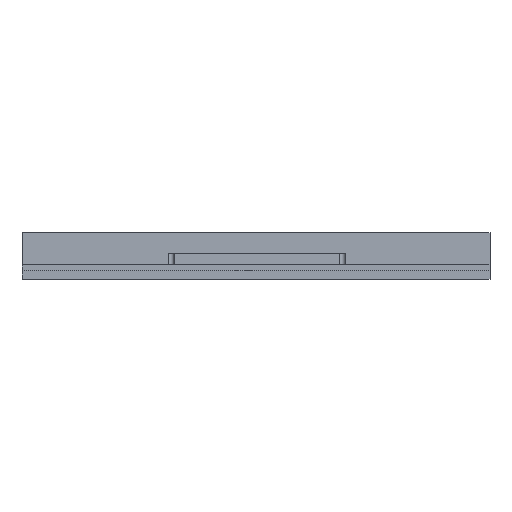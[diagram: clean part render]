
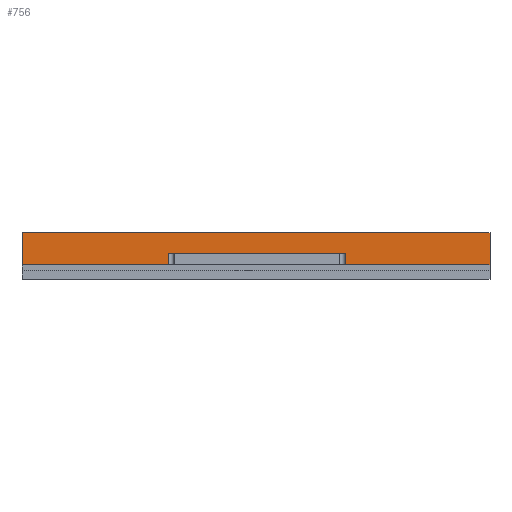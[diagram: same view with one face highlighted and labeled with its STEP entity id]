
A CAD part, front view. The second image highlights one B-rep face of the part: STEP entity #756.
In plain terms, the highlighted planar face has unit normal (0, -1, 0).
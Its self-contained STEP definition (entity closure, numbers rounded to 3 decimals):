
#20 = CARTESIAN_POINT ( 'NONE',  ( 25., -38., 4.5 ) ) ;
#29 = EDGE_CURVE ( 'NONE', #468, #1033, #924, .T. ) ;
#71 = EDGE_CURVE ( 'NONE', #1264, #1646, #1408, .T. ) ;
#104 = ORIENTED_EDGE ( 'NONE', *, *, #548, .F. ) ;
#129 = DIRECTION ( 'NONE',  ( 1., 0., 0. ) ) ;
#144 = VERTEX_POINT ( 'NONE', #2225 ) ;
#185 = CARTESIAN_POINT ( 'NONE',  ( 25., -38., 4.5 ) ) ;
#219 = EDGE_CURVE ( 'NONE', #830, #2034, #2331, .T. ) ;
#270 = ORIENTED_EDGE ( 'NONE', *, *, #219, .T. ) ;
#288 = VECTOR ( 'NONE', #2181, 1000. ) ;
#312 = VECTOR ( 'NONE', #1431, 1000. ) ;
#356 = ORIENTED_EDGE ( 'NONE', *, *, #492, .T. ) ;
#361 = FACE_OUTER_BOUND ( 'NONE', #2295, .T. ) ;
#378 = CARTESIAN_POINT ( 'NONE',  ( 80., -38., 8. ) ) ;
#384 = CARTESIAN_POINT ( 'NONE',  ( 0., -38., 8. ) ) ;
#468 = VERTEX_POINT ( 'NONE', #20 ) ;
#471 = DIRECTION ( 'NONE',  ( 1., 0., 0. ) ) ;
#489 = CARTESIAN_POINT ( 'NONE',  ( 55.248, -38., 2.5 ) ) ;
#492 = EDGE_CURVE ( 'NONE', #1033, #1264, #1996, .T. ) ;
#509 = EDGE_CURVE ( 'NONE', #1975, #830, #1920, .T. ) ;
#548 = EDGE_CURVE ( 'NONE', #144, #1646, #1305, .T. ) ;
#567 = EDGE_CURVE ( 'NONE', #468, #2034, #600, .T. ) ;
#592 = CARTESIAN_POINT ( 'NONE',  ( 0., -38., 2.5 ) ) ;
#600 = LINE ( 'NONE', #185, #2027 ) ;
#643 = CARTESIAN_POINT ( 'NONE',  ( 80., -38., 2.5 ) ) ;
#703 = DIRECTION ( 'NONE',  ( 0., 0., -1. ) ) ;
#756 = ADVANCED_FACE ( 'NONE', ( #361 ), #1721, .T. ) ;
#830 = VERTEX_POINT ( 'NONE', #592 ) ;
#869 = VECTOR ( 'NONE', #471, 1000. ) ;
#923 = VECTOR ( 'NONE', #703, 1000. ) ;
#924 = LINE ( 'NONE', #1385, #869 ) ;
#953 = VECTOR ( 'NONE', #1656, 1000. ) ;
#1033 = VERTEX_POINT ( 'NONE', #1189 ) ;
#1084 = CARTESIAN_POINT ( 'NONE',  ( 0., -38., 8. ) ) ;
#1152 = ORIENTED_EDGE ( 'NONE', *, *, #567, .F. ) ;
#1173 = DIRECTION ( 'NONE',  ( 1., 0., 0. ) ) ;
#1189 = CARTESIAN_POINT ( 'NONE',  ( 55.248, -38., 4.5 ) ) ;
#1264 = VERTEX_POINT ( 'NONE', #489 ) ;
#1305 = LINE ( 'NONE', #378, #953 ) ;
#1330 = ORIENTED_EDGE ( 'NONE', *, *, #1829, .T. ) ;
#1385 = CARTESIAN_POINT ( 'NONE',  ( 25., -38., 4.5 ) ) ;
#1398 = CARTESIAN_POINT ( 'NONE',  ( 0., -38., 2.5 ) ) ;
#1408 = LINE ( 'NONE', #1398, #312 ) ;
#1431 = DIRECTION ( 'NONE',  ( 1., 0., 0. ) ) ;
#1475 = CARTESIAN_POINT ( 'NONE',  ( 25., -38., 2.5 ) ) ;
#1646 = VERTEX_POINT ( 'NONE', #643 ) ;
#1656 = DIRECTION ( 'NONE',  ( 0., 0., -1. ) ) ;
#1721 = PLANE ( 'NONE',  #1896 ) ;
#1752 = CARTESIAN_POINT ( 'NONE',  ( 0., -38., 2.5 ) ) ;
#1829 = EDGE_CURVE ( 'NONE', #144, #1975, #2307, .T. ) ;
#1896 = AXIS2_PLACEMENT_3D ( 'NONE', #2109, #2310, #1173 ) ;
#1920 = LINE ( 'NONE', #1084, #923 ) ;
#1975 = VERTEX_POINT ( 'NONE', #384 ) ;
#1996 = LINE ( 'NONE', #2041, #2233 ) ;
#2005 = CARTESIAN_POINT ( 'NONE',  ( 80., -38., 8. ) ) ;
#2027 = VECTOR ( 'NONE', #2255, 1000. ) ;
#2034 = VERTEX_POINT ( 'NONE', #1475 ) ;
#2041 = CARTESIAN_POINT ( 'NONE',  ( 55.248, -38., 4.5 ) ) ;
#2109 = CARTESIAN_POINT ( 'NONE',  ( 80., -38., 8. ) ) ;
#2121 = ORIENTED_EDGE ( 'NONE', *, *, #509, .T. ) ;
#2163 = ORIENTED_EDGE ( 'NONE', *, *, #71, .T. ) ;
#2181 = DIRECTION ( 'NONE',  ( -1., 0., 0. ) ) ;
#2225 = CARTESIAN_POINT ( 'NONE',  ( 80., -38., 8. ) ) ;
#2233 = VECTOR ( 'NONE', #2238, 1000. ) ;
#2238 = DIRECTION ( 'NONE',  ( 0., 0., -1. ) ) ;
#2255 = DIRECTION ( 'NONE',  ( 0., 0., -1. ) ) ;
#2295 = EDGE_LOOP ( 'NONE', ( #270, #1152, #2387, #356, #2163, #104, #1330, #2121 ) ) ;
#2301 = VECTOR ( 'NONE', #129, 1000. ) ;
#2307 = LINE ( 'NONE', #2005, #288 ) ;
#2310 = DIRECTION ( 'NONE',  ( 0., -1., 0. ) ) ;
#2331 = LINE ( 'NONE', #1752, #2301 ) ;
#2387 = ORIENTED_EDGE ( 'NONE', *, *, #29, .T. ) ;
